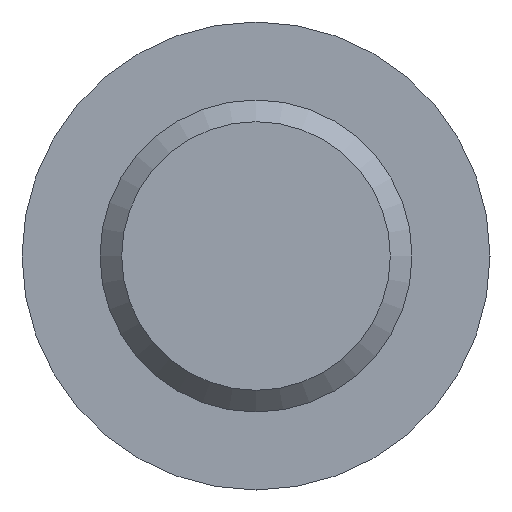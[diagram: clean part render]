
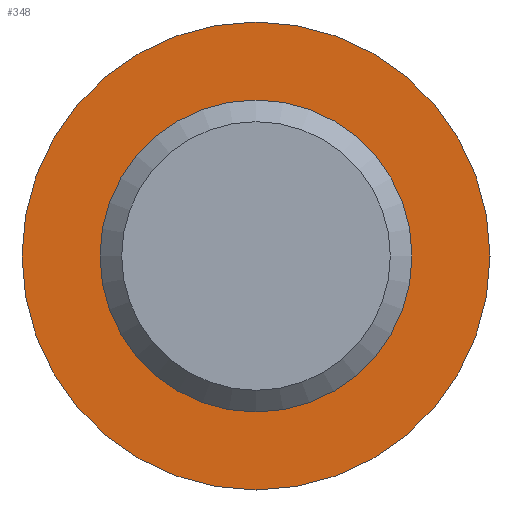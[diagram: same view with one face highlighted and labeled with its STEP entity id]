
A CAD part, front view. The second image highlights one B-rep face of the part: STEP entity #348.
In plain terms, the highlighted planar face has unit normal (0, -1, 0).
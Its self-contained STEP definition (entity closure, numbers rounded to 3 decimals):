
#32 = DIRECTION ( 'NONE',  ( 0., 0., 1. ) ) ;
#71 = ORIENTED_EDGE ( 'NONE', *, *, #496, .F. ) ;
#116 = DIRECTION ( 'NONE',  ( 0., 0., -1. ) ) ;
#118 = DIRECTION ( 'NONE',  ( 0., -1., 0. ) ) ;
#129 = AXIS2_PLACEMENT_3D ( 'NONE', #272, #487, #32 ) ;
#131 = CARTESIAN_POINT ( 'NONE',  ( 0., 80., 0. ) ) ;
#147 = EDGE_LOOP ( 'NONE', ( #387 ) ) ;
#205 = CARTESIAN_POINT ( 'NONE',  ( 0., 80., 0. ) ) ;
#206 = CIRCLE ( 'NONE', #326, 13.5 ) ;
#227 = CIRCLE ( 'NONE', #492, 9. ) ;
#241 = DIRECTION ( 'NONE',  ( 0., -1., 0. ) ) ;
#272 = CARTESIAN_POINT ( 'NONE',  ( -9., 80., 0. ) ) ;
#297 = FACE_BOUND ( 'NONE', #434, .T. ) ;
#326 = AXIS2_PLACEMENT_3D ( 'NONE', #131, #241, #116 ) ;
#348 = ADVANCED_FACE ( 'NONE', ( #297, #516 ), #357, .F. ) ;
#357 = PLANE ( 'NONE',  #129 ) ;
#363 = VERTEX_POINT ( 'NONE', #409 ) ;
#368 = DIRECTION ( 'NONE',  ( 0., 0., -1. ) ) ;
#387 = ORIENTED_EDGE ( 'NONE', *, *, #470, .T. ) ;
#409 = CARTESIAN_POINT ( 'NONE',  ( 0., 80., -9. ) ) ;
#434 = EDGE_LOOP ( 'NONE', ( #71 ) ) ;
#460 = VERTEX_POINT ( 'NONE', #539 ) ;
#470 = EDGE_CURVE ( 'NONE', #460, #460, #206, .T. ) ;
#487 = DIRECTION ( 'NONE',  ( 0., 1., 0. ) ) ;
#492 = AXIS2_PLACEMENT_3D ( 'NONE', #205, #118, #368 ) ;
#496 = EDGE_CURVE ( 'NONE', #363, #363, #227, .T. ) ;
#516 = FACE_OUTER_BOUND ( 'NONE', #147, .T. ) ;
#539 = CARTESIAN_POINT ( 'NONE',  ( 0., 80., -13.5 ) ) ;
